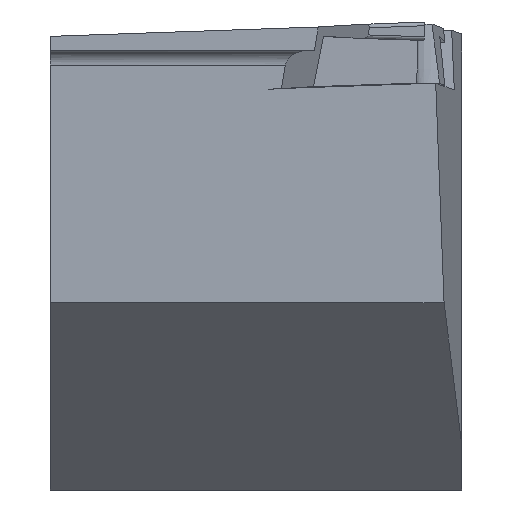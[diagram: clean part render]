
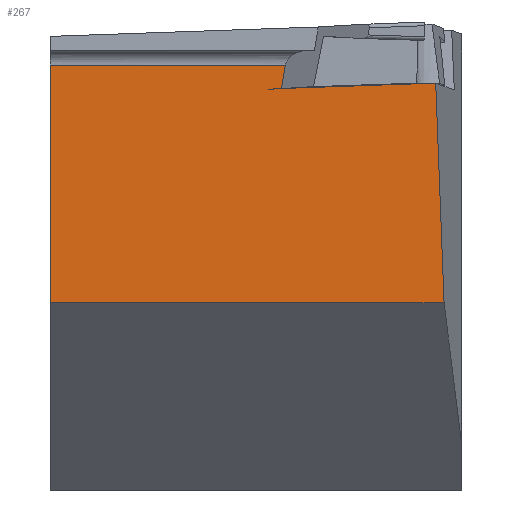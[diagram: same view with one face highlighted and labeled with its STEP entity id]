
A CAD part, left-side view. The second image highlights one B-rep face of the part: STEP entity #267.
In plain terms, the highlighted planar face has unit normal (-1, 0, 0).
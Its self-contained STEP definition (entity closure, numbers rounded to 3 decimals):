
#267=ADVANCED_FACE('',(#351),#313,.F.);
#313=PLANE('',#1115);
#351=FACE_OUTER_BOUND('',#398,.T.);
#398=EDGE_LOOP('',(#466,#467,#468,#469,#470,#471));
#466=ORIENTED_EDGE('',*,*,#800,.F.);
#467=ORIENTED_EDGE('',*,*,#799,.T.);
#468=ORIENTED_EDGE('',*,*,#801,.F.);
#469=ORIENTED_EDGE('',*,*,#802,.F.);
#470=ORIENTED_EDGE('',*,*,#788,.F.);
#471=ORIENTED_EDGE('',*,*,#803,.F.);
#703=VERTEX_POINT('',#1451);
#704=VERTEX_POINT('',#1453);
#710=VERTEX_POINT('',#1471);
#711=VERTEX_POINT('',#1473);
#712=VERTEX_POINT('',#1477);
#713=VERTEX_POINT('',#1479);
#788=EDGE_CURVE('',#703,#704,#915,.T.);
#799=EDGE_CURVE('',#710,#711,#924,.T.);
#800=EDGE_CURVE('',#710,#712,#925,.T.);
#801=EDGE_CURVE('',#713,#711,#926,.T.);
#802=EDGE_CURVE('',#704,#713,#927,.T.);
#803=EDGE_CURVE('',#712,#703,#928,.T.);
#915=LINE('',#1452,#1016);
#924=LINE('',#1474,#1025);
#925=LINE('',#1476,#1026);
#926=LINE('',#1478,#1027);
#927=LINE('',#1480,#1028);
#928=LINE('',#1481,#1029);
#1016=VECTOR('',#1195,1.);
#1025=VECTOR('',#1214,1.);
#1026=VECTOR('',#1217,1.);
#1027=VECTOR('',#1218,1.);
#1028=VECTOR('',#1219,1.);
#1029=VECTOR('',#1220,1.);
#1115=AXIS2_PLACEMENT_3D('',#1482,#1221,#1222);
#1195=DIRECTION('',(0.,-0.038,-0.999));
#1214=DIRECTION('',(0.,1.,0.));
#1217=DIRECTION('',(0.,0.164,-0.986));
#1218=DIRECTION('',(0.,0.,1.));
#1219=DIRECTION('',(0.,1.,0.));
#1220=DIRECTION('',(0.,-0.999,0.035));
#1221=DIRECTION('',(1.,0.,0.));
#1222=DIRECTION('',(0.,0.,-1.));
#1451=CARTESIAN_POINT('',(3.192,-20.601,1.736));
#1452=CARTESIAN_POINT('',(3.192,-20.577,2.344));
#1453=CARTESIAN_POINT('',(3.192,-21.046,-10.));
#1471=CARTESIAN_POINT('',(3.192,-12.566,2.702));
#1473=CARTESIAN_POINT('',(3.192,0.,2.702));
#1474=CARTESIAN_POINT('',(3.192,-30.,2.702));
#1476=CARTESIAN_POINT('',(3.192,-13.037,5.526));
#1477=CARTESIAN_POINT('',(3.192,-12.358,1.448));
#1478=CARTESIAN_POINT('',(3.192,0.,2.702));
#1479=CARTESIAN_POINT('',(3.192,0.,-10.));
#1480=CARTESIAN_POINT('',(3.192,-30.,-10.));
#1481=CARTESIAN_POINT('',(3.192,-30.022,2.065));
#1482=CARTESIAN_POINT('',(3.192,-30.,2.702));
